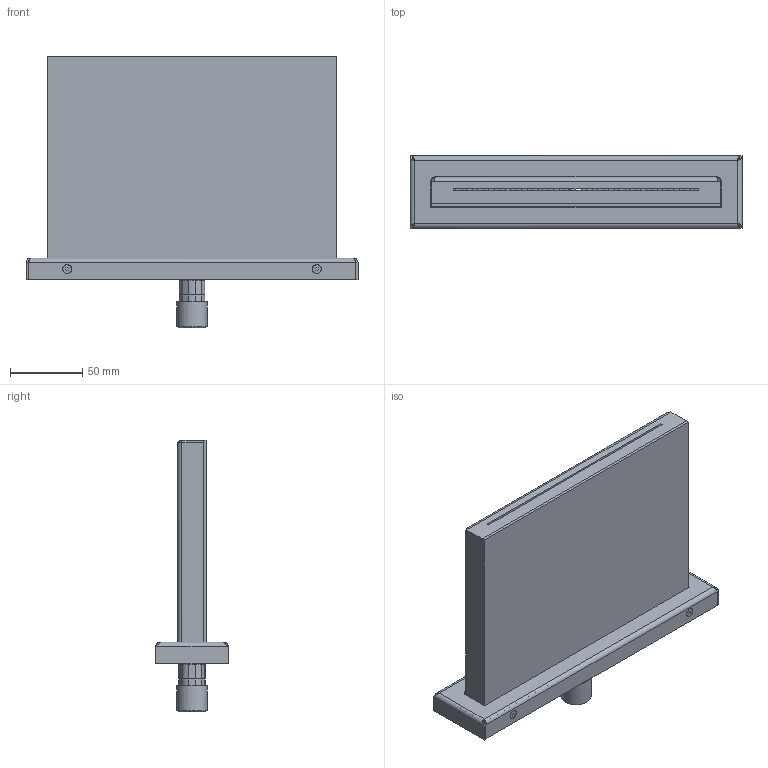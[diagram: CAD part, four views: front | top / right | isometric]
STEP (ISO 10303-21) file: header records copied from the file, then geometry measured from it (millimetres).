
FILE_DESCRIPTION(('STEP AP214'),'1');
FILE_NAME('Art.8184.stp','2022-12-22T09:18:28',(' '),(' '),'Spatial InterOp 3D',' ',' ');
FILE_SCHEMA(('AUTOMOTIVE_DESIGN { 1 0 10303 214 1 1 1 1 }'));
Length unit declared in the file: millimetre
Products named in the file (23): Art.8184; A.00074; S.00192; ASSEM1; 8184ST; 22782; T.RA023; 22781; 22780; 22779; T.RA086; S.00191; 22783; 22784
Assembly tree (25 placements, depth 4):
  Art.8184
    A.00074
    S.00192  x2
      ASSEM1
      (unnamed)
      (unnamed)
      S.00192
    8184ST
      22782  x2
      T.RA023
        ASSEM1
        T.RA023
      22781
      22780
      22779
    T.RA086
      ASSEM1
      T.RA086
    S.00191  x2
      ASSEM1
      S.00191
    22783
    22784
Bounding box: 230 x 50 x 188.2 mm (x, y, z)
Volume: 187227.8 mm3; surface area: 236155.4 mm2
Topology: 14 solids, 14 shells, 569 faces, 1478 edges, 953 vertices
Faces by surface type: plane 337, cylinder 193, cone 27, bspline 12
Full cylindrical faces by diameter (mm): 2.5 x2, 2.8 x2, 3 x2, 3.5 x2, 4 x2, 4.9 x2, 6 x4, 9 x1, 10.8 x3, 12.9 x1, 13.1 x1, 14 x1, 14.8 x4, 15 x1, 16.4 x1, 20.955 x1
Entity records: 16600 total; most frequent: CARTESIAN_POINT 2445, DIRECTION 2109, ORIENTED_EDGE 1910, EDGE_CURVE 955, AXIS2_PLACEMENT_3D 725, LINE 659, VECTOR 659, VERTEX_POINT 629
